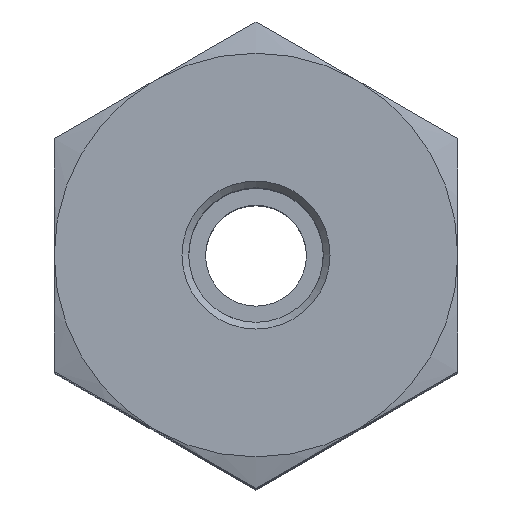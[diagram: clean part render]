
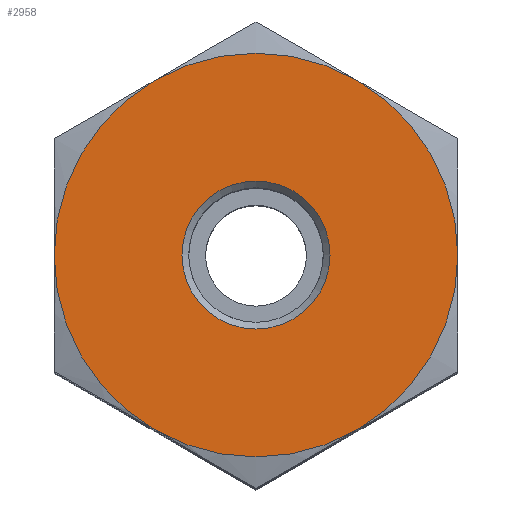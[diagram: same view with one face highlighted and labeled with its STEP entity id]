
A CAD part, top view. The second image highlights one B-rep face of the part: STEP entity #2958.
In plain terms, the highlighted planar face has unit normal (0, 0, 1).
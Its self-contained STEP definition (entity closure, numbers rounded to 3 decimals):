
#2862=CARTESIAN_POINT('',(2.2,0.,11.0));
#2863=VERTEX_POINT('',#2862);
#2864=CARTESIAN_POINT('',(0.0,0.0,11.0));
#2865=DIRECTION('',(0.0,0.0,1.0));
#2866=DIRECTION('',(-1.0,0.0,0.0));
#2867=AXIS2_PLACEMENT_3D('',#2864,#2865,#2866);
#2868=CIRCLE('',#2867,2.2);
#2869=EDGE_CURVE('',#2863,#2863,#2868,.T.);
#2894=CARTESIAN_POINT('',(0.,0.0,11.0));
#2895=DIRECTION('',(0.0,0.0,1.0));
#2896=DIRECTION('',(1.0,0.0,0.0));
#2897=AXIS2_PLACEMENT_3D('',#2894,#2895,#2896);
#2898=PLANE('',#2897);
#2899=CARTESIAN_POINT('',(-3.,-5.196,11.0));
#2900=VERTEX_POINT('',#2899);
#2901=CARTESIAN_POINT('',(3.,-5.196,11.0));
#2902=VERTEX_POINT('',#2901);
#2903=CARTESIAN_POINT('',(0.0,0.0,11.0));
#2904=DIRECTION('',(0.0,0.0,1.0));
#2905=DIRECTION('',(-0.5,-0.866,0.0));
#2906=AXIS2_PLACEMENT_3D('',#2903,#2904,#2905);
#2907=CIRCLE('',#2906,6.);
#2908=EDGE_CURVE('',#2900,#2902,#2907,.T.);
#2909=ORIENTED_EDGE('',*,*,#2908,.T.);
#2910=CARTESIAN_POINT('',(6.0,0.,11.0));
#2911=VERTEX_POINT('',#2910);
#2912=CARTESIAN_POINT('',(0.0,0.0,11.0));
#2913=DIRECTION('',(0.0,0.0,1.0));
#2914=DIRECTION('',(-0.5,-0.866,0.0));
#2915=AXIS2_PLACEMENT_3D('',#2912,#2913,#2914);
#2916=CIRCLE('',#2915,6.);
#2917=EDGE_CURVE('',#2902,#2911,#2916,.T.);
#2918=ORIENTED_EDGE('',*,*,#2917,.T.);
#2919=CARTESIAN_POINT('',(3.0,5.196,11.0));
#2920=VERTEX_POINT('',#2919);
#2921=CARTESIAN_POINT('',(0.0,0.0,11.0));
#2922=DIRECTION('',(0.0,0.0,1.0));
#2923=DIRECTION('',(-0.5,-0.866,0.0));
#2924=AXIS2_PLACEMENT_3D('',#2921,#2922,#2923);
#2925=CIRCLE('',#2924,6.);
#2926=EDGE_CURVE('',#2911,#2920,#2925,.T.);
#2927=ORIENTED_EDGE('',*,*,#2926,.T.);
#2928=CARTESIAN_POINT('',(-3.,5.196,11.0));
#2929=VERTEX_POINT('',#2928);
#2930=CARTESIAN_POINT('',(0.0,0.0,11.0));
#2931=DIRECTION('',(0.0,0.0,1.0));
#2932=DIRECTION('',(-0.5,-0.866,0.0));
#2933=AXIS2_PLACEMENT_3D('',#2930,#2931,#2932);
#2934=CIRCLE('',#2933,6.);
#2935=EDGE_CURVE('',#2920,#2929,#2934,.T.);
#2936=ORIENTED_EDGE('',*,*,#2935,.T.);
#2937=CARTESIAN_POINT('',(-6.,0.0,11.0));
#2938=VERTEX_POINT('',#2937);
#2939=CARTESIAN_POINT('',(0.0,0.0,11.0));
#2940=DIRECTION('',(0.0,0.0,1.0));
#2941=DIRECTION('',(-0.5,-0.866,0.0));
#2942=AXIS2_PLACEMENT_3D('',#2939,#2940,#2941);
#2943=CIRCLE('',#2942,6.);
#2944=EDGE_CURVE('',#2929,#2938,#2943,.T.);
#2945=ORIENTED_EDGE('',*,*,#2944,.T.);
#2946=CARTESIAN_POINT('',(0.0,0.0,11.0));
#2947=DIRECTION('',(0.0,0.0,1.0));
#2948=DIRECTION('',(-0.5,-0.866,0.0));
#2949=AXIS2_PLACEMENT_3D('',#2946,#2947,#2948);
#2950=CIRCLE('',#2949,6.);
#2951=EDGE_CURVE('',#2938,#2900,#2950,.T.);
#2952=ORIENTED_EDGE('',*,*,#2951,.T.);
#2953=EDGE_LOOP('',(#2909,#2918,#2927,#2936,#2945,#2952));
#2954=FACE_OUTER_BOUND('',#2953,.T.);
#2955=ORIENTED_EDGE('',*,*,#2869,.F.);
#2956=EDGE_LOOP('',(#2955));
#2957=FACE_BOUND('',#2956,.T.);
#2958=ADVANCED_FACE('',(#2954,#2957),#2898,.T.);
